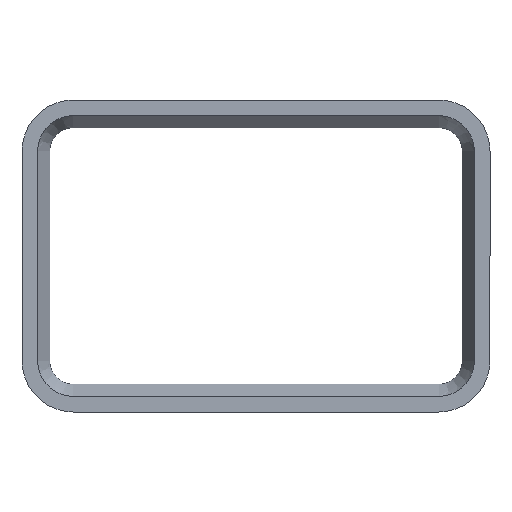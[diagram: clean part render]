
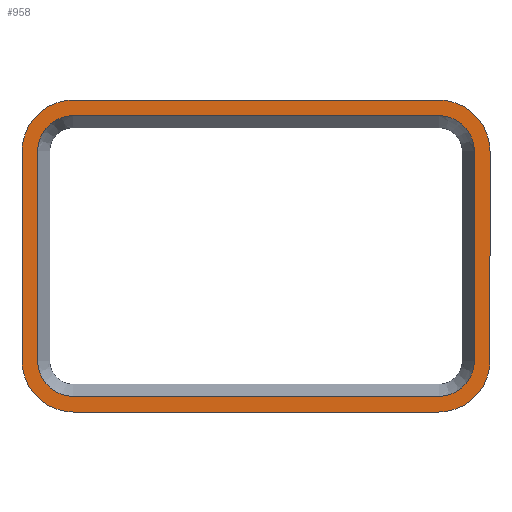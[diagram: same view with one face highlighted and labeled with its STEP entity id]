
A CAD part, front view. The second image highlights one B-rep face of the part: STEP entity #958.
In plain terms, the highlighted planar face has unit normal (0, -1, 0).
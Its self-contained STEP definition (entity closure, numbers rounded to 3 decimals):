
#1 = CIRCLE ( 'NONE', #170, 23. ) ;
#6 = DIRECTION ( 'NONE',  ( 0., 1., 0. ) ) ;
#8 = LINE ( 'NONE', #884, #830 ) ;
#10 = VERTEX_POINT ( 'NONE', #766 ) ;
#25 = CARTESIAN_POINT ( 'NONE',  ( -117., 0., -67. ) ) ;
#36 = EDGE_CURVE ( 'NONE', #10, #548, #8, .T. ) ;
#42 = CARTESIAN_POINT ( 'NONE',  ( -117., 0., 90. ) ) ;
#44 = DIRECTION ( 'NONE',  ( 0., 0., 1. ) ) ;
#49 = CARTESIAN_POINT ( 'NONE',  ( -117., 0., 100. ) ) ;
#64 = EDGE_CURVE ( 'NONE', #1242, #1089, #650, .T. ) ;
#65 = VECTOR ( 'NONE', #564, 1000. ) ;
#90 = ORIENTED_EDGE ( 'NONE', *, *, #1025, .F. ) ;
#96 = VERTEX_POINT ( 'NONE', #468 ) ;
#98 = DIRECTION ( 'NONE',  ( 0., -1., 0. ) ) ;
#112 = ORIENTED_EDGE ( 'NONE', *, *, #1092, .T. ) ;
#150 = DIRECTION ( 'NONE',  ( 1., 0., 0. ) ) ;
#161 = DIRECTION ( 'NONE',  ( 0., 0., 1. ) ) ;
#170 = AXIS2_PLACEMENT_3D ( 'NONE', #1093, #570, #1295 ) ;
#189 = CARTESIAN_POINT ( 'NONE',  ( 140., 0., 67. ) ) ;
#198 = AXIS2_PLACEMENT_3D ( 'NONE', #1349, #98, #316 ) ;
#217 = LINE ( 'NONE', #984, #1134 ) ;
#232 = CIRCLE ( 'NONE', #665, 33. ) ;
#233 = CARTESIAN_POINT ( 'NONE',  ( 117., 0., -67. ) ) ;
#234 = DIRECTION ( 'NONE',  ( 0., 0., 1. ) ) ;
#250 = CIRCLE ( 'NONE', #646, 23. ) ;
#296 = ORIENTED_EDGE ( 'NONE', *, *, #506, .F. ) ;
#299 = AXIS2_PLACEMENT_3D ( 'NONE', #466, #864, #234 ) ;
#307 = DIRECTION ( 'NONE',  ( 0., 1., 0. ) ) ;
#313 = ORIENTED_EDGE ( 'NONE', *, *, #1221, .F. ) ;
#316 = DIRECTION ( 'NONE',  ( 0., 0., -1. ) ) ;
#319 = ORIENTED_EDGE ( 'NONE', *, *, #972, .T. ) ;
#321 = CIRCLE ( 'NONE', #1026, 23. ) ;
#327 = VERTEX_POINT ( 'NONE', #435 ) ;
#347 = VERTEX_POINT ( 'NONE', #1259 ) ;
#353 = ORIENTED_EDGE ( 'NONE', *, *, #431, .T. ) ;
#354 = CIRCLE ( 'NONE', #1070, 33. ) ;
#365 = CARTESIAN_POINT ( 'NONE',  ( 150., 0., 67. ) ) ;
#369 = VECTOR ( 'NONE', #44, 1000. ) ;
#414 = CARTESIAN_POINT ( 'NONE',  ( -150., 0., 67. ) ) ;
#421 = DIRECTION ( 'NONE',  ( -1., 0., 0. ) ) ;
#431 = EDGE_CURVE ( 'NONE', #548, #560, #927, .T. ) ;
#432 = ORIENTED_EDGE ( 'NONE', *, *, #878, .T. ) ;
#435 = CARTESIAN_POINT ( 'NONE',  ( -117., 0., -90. ) ) ;
#457 = EDGE_CURVE ( 'NONE', #96, #1258, #232, .T. ) ;
#466 = CARTESIAN_POINT ( 'NONE',  ( -117., 0., 67. ) ) ;
#468 = CARTESIAN_POINT ( 'NONE',  ( -117., 0., -100. ) ) ;
#475 = VECTOR ( 'NONE', #150, 1000. ) ;
#497 = CARTESIAN_POINT ( 'NONE',  ( 150., 0., -67. ) ) ;
#500 = DIRECTION ( 'NONE',  ( 0., 1., 0. ) ) ;
#506 = EDGE_CURVE ( 'NONE', #980, #718, #552, .T. ) ;
#511 = DIRECTION ( 'NONE',  ( 0., 1., 0. ) ) ;
#523 = PLANE ( 'NONE',  #198 ) ;
#533 = CIRCLE ( 'NONE', #616, 33. ) ;
#534 = FACE_BOUND ( 'NONE', #905, .T. ) ;
#546 = DIRECTION ( 'NONE',  ( 0., 0., 1. ) ) ;
#548 = VERTEX_POINT ( 'NONE', #750 ) ;
#552 = LINE ( 'NONE', #1185, #65 ) ;
#560 = VERTEX_POINT ( 'NONE', #42 ) ;
#564 = DIRECTION ( 'NONE',  ( 0., 0., 1. ) ) ;
#567 = EDGE_CURVE ( 'NONE', #1258, #1338, #1073, .T. ) ;
#570 = DIRECTION ( 'NONE',  ( 0., 1., 0. ) ) ;
#574 = ORIENTED_EDGE ( 'NONE', *, *, #968, .F. ) ;
#600 = DIRECTION ( 'NONE',  ( 0., 0., 1. ) ) ;
#601 = CARTESIAN_POINT ( 'NONE',  ( -150., 0., -67. ) ) ;
#603 = DIRECTION ( 'NONE',  ( 0., 1., 0. ) ) ;
#616 = AXIS2_PLACEMENT_3D ( 'NONE', #1229, #603, #1017 ) ;
#630 = CARTESIAN_POINT ( 'NONE',  ( -117., 0., 90. ) ) ;
#646 = AXIS2_PLACEMENT_3D ( 'NONE', #942, #307, #715 ) ;
#650 = LINE ( 'NONE', #49, #475 ) ;
#665 = AXIS2_PLACEMENT_3D ( 'NONE', #25, #761, #872 ) ;
#672 = VECTOR ( 'NONE', #421, 1000. ) ;
#686 = EDGE_CURVE ( 'NONE', #1245, #718, #1, .T. ) ;
#689 = AXIS2_PLACEMENT_3D ( 'NONE', #812, #500, #600 ) ;
#695 = EDGE_CURVE ( 'NONE', #1338, #1242, #738, .T. ) ;
#704 = EDGE_CURVE ( 'NONE', #730, #327, #217, .T. ) ;
#710 = DIRECTION ( 'NONE',  ( 1., 0., 0. ) ) ;
#713 = ORIENTED_EDGE ( 'NONE', *, *, #723, .T. ) ;
#715 = DIRECTION ( 'NONE',  ( 0., 0., 1. ) ) ;
#718 = VERTEX_POINT ( 'NONE', #189 ) ;
#723 = EDGE_CURVE ( 'NONE', #327, #10, #321, .T. ) ;
#730 = VERTEX_POINT ( 'NONE', #926 ) ;
#738 = CIRCLE ( 'NONE', #689, 33. ) ;
#750 = CARTESIAN_POINT ( 'NONE',  ( -140., 0., 67. ) ) ;
#761 = DIRECTION ( 'NONE',  ( 0., 1., 0. ) ) ;
#766 = CARTESIAN_POINT ( 'NONE',  ( -140., 0., -67. ) ) ;
#773 = FACE_OUTER_BOUND ( 'NONE', #886, .T. ) ;
#778 = CARTESIAN_POINT ( 'NONE',  ( 150., 0., -67. ) ) ;
#781 = CARTESIAN_POINT ( 'NONE',  ( -150., 0., -67. ) ) ;
#790 = VECTOR ( 'NONE', #161, 1000. ) ;
#809 = CARTESIAN_POINT ( 'NONE',  ( 117., 0., 90. ) ) ;
#812 = CARTESIAN_POINT ( 'NONE',  ( -117., 0., 67. ) ) ;
#830 = VECTOR ( 'NONE', #1106, 1000. ) ;
#851 = ORIENTED_EDGE ( 'NONE', *, *, #695, .F. ) ;
#864 = DIRECTION ( 'NONE',  ( 0., 1., 0. ) ) ;
#872 = DIRECTION ( 'NONE',  ( 0., 0., 1. ) ) ;
#878 = EDGE_CURVE ( 'NONE', #980, #730, #250, .T. ) ;
#884 = CARTESIAN_POINT ( 'NONE',  ( -140., 0., -67. ) ) ;
#885 = CARTESIAN_POINT ( 'NONE',  ( 117., 0., 100. ) ) ;
#886 = EDGE_LOOP ( 'NONE', ( #90, #112, #313, #1319, #851, #1191, #1192, #574 ) ) ;
#905 = EDGE_LOOP ( 'NONE', ( #296, #432, #936, #713, #1254, #353, #319, #1289 ) ) ;
#926 = CARTESIAN_POINT ( 'NONE',  ( 117., 0., -90. ) ) ;
#927 = CIRCLE ( 'NONE', #299, 23. ) ;
#936 = ORIENTED_EDGE ( 'NONE', *, *, #704, .T. ) ;
#942 = CARTESIAN_POINT ( 'NONE',  ( 117., 0., -67. ) ) ;
#958 = ADVANCED_FACE ( 'NONE', ( #773, #534 ), #523, .T. ) ;
#968 = EDGE_CURVE ( 'NONE', #347, #96, #1231, .T. ) ;
#972 = EDGE_CURVE ( 'NONE', #560, #1245, #1055, .T. ) ;
#980 = VERTEX_POINT ( 'NONE', #1276 ) ;
#984 = CARTESIAN_POINT ( 'NONE',  ( 117., 0., -90. ) ) ;
#1014 = CARTESIAN_POINT ( 'NONE',  ( -117., 0., -67. ) ) ;
#1017 = DIRECTION ( 'NONE',  ( 0., 0., 1. ) ) ;
#1025 = EDGE_CURVE ( 'NONE', #1188, #347, #354, .T. ) ;
#1026 = AXIS2_PLACEMENT_3D ( 'NONE', #1014, #511, #1120 ) ;
#1055 = LINE ( 'NONE', #630, #1294 ) ;
#1070 = AXIS2_PLACEMENT_3D ( 'NONE', #233, #6, #546 ) ;
#1073 = LINE ( 'NONE', #781, #790 ) ;
#1089 = VERTEX_POINT ( 'NONE', #885 ) ;
#1092 = EDGE_CURVE ( 'NONE', #1188, #1113, #1217, .T. ) ;
#1093 = CARTESIAN_POINT ( 'NONE',  ( 117., 0., 67. ) ) ;
#1106 = DIRECTION ( 'NONE',  ( 0., 0., 1. ) ) ;
#1113 = VERTEX_POINT ( 'NONE', #365 ) ;
#1120 = DIRECTION ( 'NONE',  ( 0., 0., 1. ) ) ;
#1134 = VECTOR ( 'NONE', #1237, 1000. ) ;
#1143 = CARTESIAN_POINT ( 'NONE',  ( 117., 0., -100. ) ) ;
#1185 = CARTESIAN_POINT ( 'NONE',  ( 140., 0., -67. ) ) ;
#1188 = VERTEX_POINT ( 'NONE', #497 ) ;
#1191 = ORIENTED_EDGE ( 'NONE', *, *, #567, .F. ) ;
#1192 = ORIENTED_EDGE ( 'NONE', *, *, #457, .F. ) ;
#1217 = LINE ( 'NONE', #778, #369 ) ;
#1221 = EDGE_CURVE ( 'NONE', #1089, #1113, #533, .T. ) ;
#1229 = CARTESIAN_POINT ( 'NONE',  ( 117., 0., 67. ) ) ;
#1231 = LINE ( 'NONE', #1143, #672 ) ;
#1237 = DIRECTION ( 'NONE',  ( -1., 0., 0. ) ) ;
#1242 = VERTEX_POINT ( 'NONE', #1330 ) ;
#1245 = VERTEX_POINT ( 'NONE', #809 ) ;
#1254 = ORIENTED_EDGE ( 'NONE', *, *, #36, .T. ) ;
#1258 = VERTEX_POINT ( 'NONE', #601 ) ;
#1259 = CARTESIAN_POINT ( 'NONE',  ( 117., 0., -100. ) ) ;
#1276 = CARTESIAN_POINT ( 'NONE',  ( 140., 0., -67. ) ) ;
#1289 = ORIENTED_EDGE ( 'NONE', *, *, #686, .T. ) ;
#1294 = VECTOR ( 'NONE', #710, 1000. ) ;
#1295 = DIRECTION ( 'NONE',  ( 0., 0., 1. ) ) ;
#1319 = ORIENTED_EDGE ( 'NONE', *, *, #64, .F. ) ;
#1330 = CARTESIAN_POINT ( 'NONE',  ( -117., 0., 100. ) ) ;
#1338 = VERTEX_POINT ( 'NONE', #414 ) ;
#1349 = CARTESIAN_POINT ( 'NONE',  ( 150., 0., -67. ) ) ;
